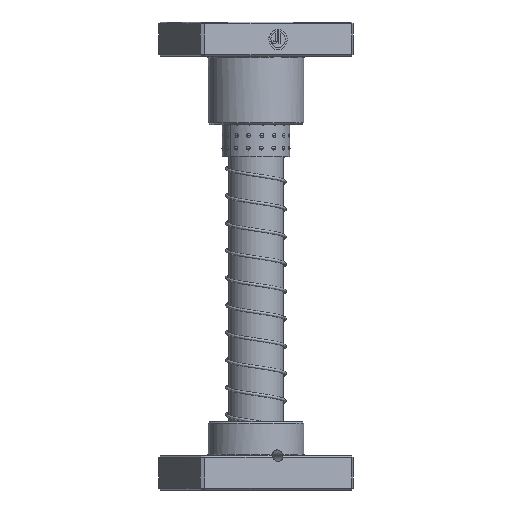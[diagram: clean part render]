
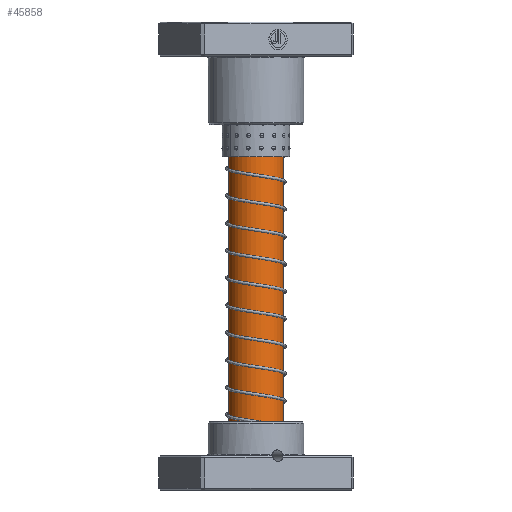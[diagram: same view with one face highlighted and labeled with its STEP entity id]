
A CAD part, front view. The second image highlights one B-rep face of the part: STEP entity #45858.
In plain terms, the highlighted cylindrical face has radius 16 mm (diameter 32 mm), a partial arc.
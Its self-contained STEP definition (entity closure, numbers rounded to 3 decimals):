
#214 = CARTESIAN_POINT ( 'NONE',  ( 16., 0., 237.5 ) ) ;
#1286 = VERTEX_POINT ( 'NONE', #47585 ) ;
#5773 = ORIENTED_EDGE ( 'NONE', *, *, #38771, .T. ) ;
#10894 = CIRCLE ( 'NONE', #14038, 16. ) ;
#11722 = AXIS2_PLACEMENT_3D ( 'NONE', #18818, #44493, #22466 ) ;
#12650 = VERTEX_POINT ( 'NONE', #35265 ) ;
#14038 = AXIS2_PLACEMENT_3D ( 'NONE', #39534, #17554, #43257 ) ;
#15009 = ORIENTED_EDGE ( 'NONE', *, *, #33480, .F. ) ;
#15647 = LINE ( 'NONE', #20355, #29387 ) ;
#17321 = ORIENTED_EDGE ( 'NONE', *, *, #29182, .F. ) ;
#17554 = DIRECTION ( 'NONE',  ( 0., 0., -1. ) ) ;
#18818 = CARTESIAN_POINT ( 'NONE',  ( 0., 0., 24. ) ) ;
#19674 = AXIS2_PLACEMENT_3D ( 'NONE', #42192, #23583, #20210 ) ;
#20210 = DIRECTION ( 'NONE',  ( -1., 0., 0. ) ) ;
#20355 = CARTESIAN_POINT ( 'NONE',  ( 16., 0., 240. ) ) ;
#22466 = DIRECTION ( 'NONE',  ( -1., 0., 0. ) ) ;
#23583 = DIRECTION ( 'NONE',  ( 0., 0., -1. ) ) ;
#24871 = EDGE_LOOP ( 'NONE', ( #17321, #34653, #5773, #15009 ) ) ;
#27497 = LINE ( 'NONE', #41125, #45899 ) ;
#29022 = FACE_OUTER_BOUND ( 'NONE', #24871, .T. ) ;
#29182 = EDGE_CURVE ( 'NONE', #34013, #36804, #15647, .T. ) ;
#29387 = VECTOR ( 'NONE', #42330, 1000. ) ;
#32427 = CARTESIAN_POINT ( 'NONE',  ( 16., 0., 24. ) ) ;
#33480 = EDGE_CURVE ( 'NONE', #36804, #1286, #36413, .T. ) ;
#34013 = VERTEX_POINT ( 'NONE', #214 ) ;
#34653 = ORIENTED_EDGE ( 'NONE', *, *, #38496, .T. ) ;
#35265 = CARTESIAN_POINT ( 'NONE',  ( -16., 0., 237.5 ) ) ;
#36413 = CIRCLE ( 'NONE', #11722, 16. ) ;
#36804 = VERTEX_POINT ( 'NONE', #32427 ) ;
#37639 = CYLINDRICAL_SURFACE ( 'NONE', #19674, 16. ) ;
#38496 = EDGE_CURVE ( 'NONE', #34013, #12650, #10894, .T. ) ;
#38771 = EDGE_CURVE ( 'NONE', #12650, #1286, #27497, .T. ) ;
#39534 = CARTESIAN_POINT ( 'NONE',  ( 0., 0., 237.5 ) ) ;
#41125 = CARTESIAN_POINT ( 'NONE',  ( -16., 0., 240. ) ) ;
#42192 = CARTESIAN_POINT ( 'NONE',  ( 0., 0., 240. ) ) ;
#42330 = DIRECTION ( 'NONE',  ( 0., 0., -1. ) ) ;
#43257 = DIRECTION ( 'NONE',  ( 1., 0., 0. ) ) ;
#44493 = DIRECTION ( 'NONE',  ( 0., 0., -1. ) ) ;
#44829 = DIRECTION ( 'NONE',  ( 0., 0., -1. ) ) ;
#45858 = ADVANCED_FACE ( 'NONE', ( #29022 ), #37639, .T. ) ;
#45899 = VECTOR ( 'NONE', #44829, 1000. ) ;
#47585 = CARTESIAN_POINT ( 'NONE',  ( -16., 0., 24. ) ) ;
